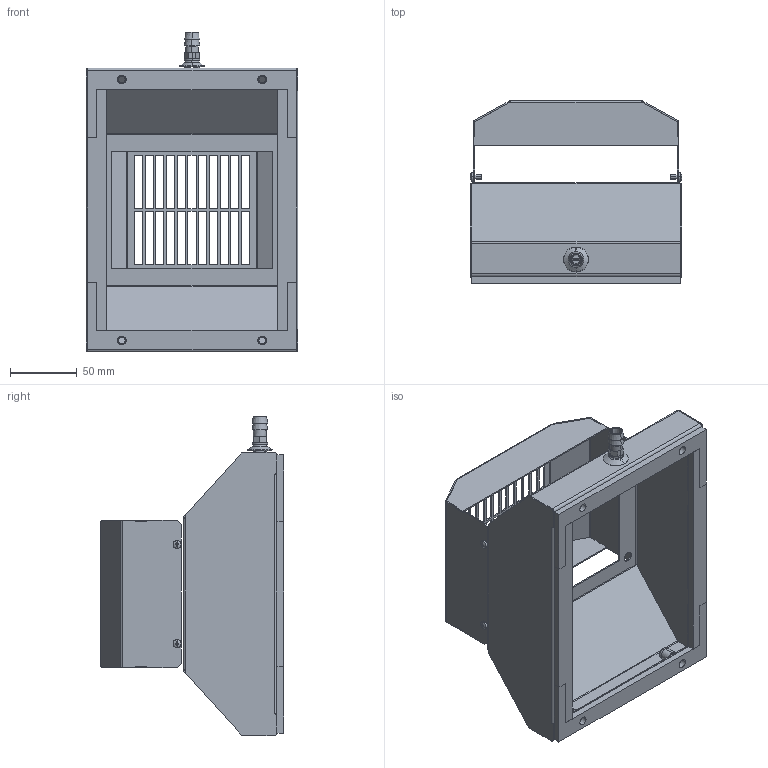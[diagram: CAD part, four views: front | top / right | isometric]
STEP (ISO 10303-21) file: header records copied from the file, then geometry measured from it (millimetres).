
FILE_DESCRIPTION((''),'2;1');
FILE_NAME('3030305_ASM','2024-02-07T11:54:49',('alexcam'),(''),'CREO PARAMETRIC BY PTC INC, 2023294','CREO PARAMETRIC BY PTC INC, 2023294','');
FILE_SCHEMA(('AUTOMOTIVE_DESIGN { 1 0 10303 214 1 1 1 1 }'));
Length unit declared in the file: millimetre
Products named in the file (11): TG3030-AMB_ASM_1_ASM; TG3030-42985-COVER_1; SCREW_DIN_7985-M3X6-4_8_1; TG3030_DUCT_1; POPNUT_M6_HEX_OPEN_A2_1; TG3050_DUCT_INS_OUTER1_1; TG3030_DUCT_INS_OUTER2_1; BAYONET_DRAINFITTING_1; TG3030_DUCT_ASM_1_ASM; TG3030-DUCT-2016_ASM_1_ASM; 3030305_ASM
Assembly tree (18 placements, depth 4):
  3030305_ASM
    TG3030-DUCT-2016_ASM_1_ASM
      TG3030-AMB_ASM_1_ASM
      TG3030-42985-COVER_1
      SCREW_DIN_7985-M3X6-4_8_1  x4
      TG3030_DUCT_ASM_1_ASM
        TG3030_DUCT_1
        POPNUT_M6_HEX_OPEN_A2_1  x4
        TG3050_DUCT_INS_OUTER1_1  x2
        TG3030_DUCT_INS_OUTER2_1  x2
        BAYONET_DRAINFITTING_1
Bounding box: 158.23 x 136.8 x 238.91 mm (x, y, z)
Volume: 150730.8 mm3; surface area: 240626.9 mm2
Topology: 15 solids, 19 shells, 1000 faces, 2655 edges, 1679 vertices
Faces by surface type: plane 608, cylinder 184, cone 96, bspline 50, torus 44, sphere 10, extrusion 8
Entity records: 35062 total; most frequent: CARTESIAN_POINT 8190, ORIENTED_EDGE 3668, DIRECTION 3516, EDGE_CURVE 1836, PRESENTATION_STYLE_ASSIGNMENT 1663, STYLED_ITEM 1663, CURVE_STYLE 1658, VECTOR 1238
